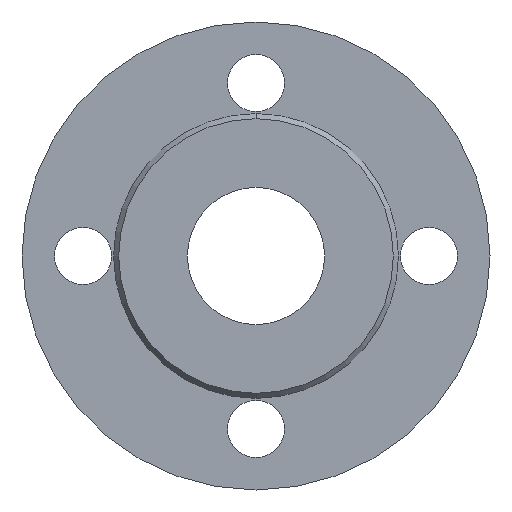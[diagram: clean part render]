
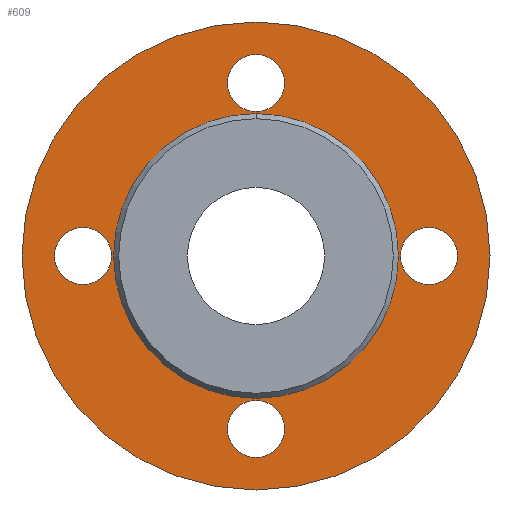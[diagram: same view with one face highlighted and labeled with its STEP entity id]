
A CAD part, front view. The second image highlights one B-rep face of the part: STEP entity #609.
In plain terms, the highlighted planar face has unit normal (0, -1, 0).
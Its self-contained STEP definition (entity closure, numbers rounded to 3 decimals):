
#9 = CARTESIAN_POINT ( 'NONE',  ( 0., 1.5, 0. ) ) ;
#12 = CIRCLE ( 'NONE', #152, 35. ) ;
#13 = DIRECTION ( 'NONE',  ( 0., -1., 0. ) ) ;
#14 = EDGE_LOOP ( 'NONE', ( #762, #778 ) ) ;
#23 = DIRECTION ( 'NONE',  ( 0., 1., 0. ) ) ;
#33 = VERTEX_POINT ( 'NONE', #110 ) ;
#37 = CARTESIAN_POINT ( 'NONE',  ( 0., 1.5, 57.5 ) ) ;
#41 = CIRCLE ( 'NONE', #831, 7. ) ;
#42 = ORIENTED_EDGE ( 'NONE', *, *, #210, .T. ) ;
#52 = ORIENTED_EDGE ( 'NONE', *, *, #639, .F. ) ;
#57 = CARTESIAN_POINT ( 'NONE',  ( 49.5, 1.5, 0. ) ) ;
#59 = CIRCLE ( 'NONE', #655, 7. ) ;
#61 = FACE_BOUND ( 'NONE', #14, .T. ) ;
#63 = EDGE_CURVE ( 'NONE', #412, #698, #87, .T. ) ;
#67 = CARTESIAN_POINT ( 'NONE',  ( 0., 1.5, 0. ) ) ;
#72 = CIRCLE ( 'NONE', #306, 57.5 ) ;
#77 = CIRCLE ( 'NONE', #244, 7. ) ;
#87 = CIRCLE ( 'NONE', #579, 7. ) ;
#103 = VERTEX_POINT ( 'NONE', #457 ) ;
#104 = DIRECTION ( 'NONE',  ( 0., 0., -1. ) ) ;
#110 = CARTESIAN_POINT ( 'NONE',  ( 0., 1.5, -35.5 ) ) ;
#111 = EDGE_LOOP ( 'NONE', ( #475, #376 ) ) ;
#119 = CARTESIAN_POINT ( 'NONE',  ( -42.5, 1.5, 0. ) ) ;
#136 = CARTESIAN_POINT ( 'NONE',  ( 0., 1.5, 0. ) ) ;
#152 = AXIS2_PLACEMENT_3D ( 'NONE', #490, #23, #761 ) ;
#163 = CIRCLE ( 'NONE', #764, 35. ) ;
#170 = ORIENTED_EDGE ( 'NONE', *, *, #541, .F. ) ;
#174 = EDGE_CURVE ( 'NONE', #33, #720, #41, .T. ) ;
#184 = EDGE_CURVE ( 'NONE', #534, #290, #59, .T. ) ;
#188 = ORIENTED_EDGE ( 'NONE', *, *, #489, .T. ) ;
#190 = CARTESIAN_POINT ( 'NONE',  ( 42.5, 1.5, 0. ) ) ;
#195 = DIRECTION ( 'NONE',  ( 0., 0., 1. ) ) ;
#199 = EDGE_CURVE ( 'NONE', #103, #515, #456, .T. ) ;
#201 = DIRECTION ( 'NONE',  ( 0., 1., 0. ) ) ;
#210 = EDGE_CURVE ( 'NONE', #561, #787, #163, .T. ) ;
#214 = CARTESIAN_POINT ( 'NONE',  ( 0., 1.5, 35.5 ) ) ;
#215 = CARTESIAN_POINT ( 'NONE',  ( -42.5, 1.5, 0. ) ) ;
#219 = DIRECTION ( 'NONE',  ( 1., 0., 0. ) ) ;
#227 = FACE_BOUND ( 'NONE', #753, .T. ) ;
#229 = EDGE_CURVE ( 'NONE', #290, #534, #77, .T. ) ;
#239 = FACE_OUTER_BOUND ( 'NONE', #111, .T. ) ;
#244 = AXIS2_PLACEMENT_3D ( 'NONE', #465, #603, #740 ) ;
#283 = CIRCLE ( 'NONE', #600, 7. ) ;
#290 = VERTEX_POINT ( 'NONE', #214 ) ;
#306 = AXIS2_PLACEMENT_3D ( 'NONE', #9, #738, #458 ) ;
#309 = ORIENTED_EDGE ( 'NONE', *, *, #184, .F. ) ;
#327 = DIRECTION ( 'NONE',  ( 0., 0., 1. ) ) ;
#350 = AXIS2_PLACEMENT_3D ( 'NONE', #119, #638, #841 ) ;
#366 = AXIS2_PLACEMENT_3D ( 'NONE', #716, #588, #104 ) ;
#376 = ORIENTED_EDGE ( 'NONE', *, *, #199, .F. ) ;
#380 = CIRCLE ( 'NONE', #393, 7. ) ;
#382 = FACE_BOUND ( 'NONE', #840, .T. ) ;
#393 = AXIS2_PLACEMENT_3D ( 'NONE', #215, #13, #488 ) ;
#412 = VERTEX_POINT ( 'NONE', #843 ) ;
#420 = VERTEX_POINT ( 'NONE', #509 ) ;
#449 = CIRCLE ( 'NONE', #485, 7. ) ;
#450 = DIRECTION ( 'NONE',  ( 1., 0., 0. ) ) ;
#456 = CIRCLE ( 'NONE', #532, 57.5 ) ;
#457 = CARTESIAN_POINT ( 'NONE',  ( 0., 1.5, -57.5 ) ) ;
#458 = DIRECTION ( 'NONE',  ( 0., 0., 1. ) ) ;
#465 = CARTESIAN_POINT ( 'NONE',  ( 0., 1.5, 42.5 ) ) ;
#475 = ORIENTED_EDGE ( 'NONE', *, *, #726, .F. ) ;
#484 = CARTESIAN_POINT ( 'NONE',  ( 42.5, 1.5, 0. ) ) ;
#485 = AXIS2_PLACEMENT_3D ( 'NONE', #484, #552, #219 ) ;
#488 = DIRECTION ( 'NONE',  ( -1., 0., 0. ) ) ;
#489 = EDGE_CURVE ( 'NONE', #787, #561, #12, .T. ) ;
#490 = CARTESIAN_POINT ( 'NONE',  ( 0., 1.5, 0. ) ) ;
#509 = CARTESIAN_POINT ( 'NONE',  ( -35.5, 1.5, 0. ) ) ;
#515 = VERTEX_POINT ( 'NONE', #37 ) ;
#529 = DIRECTION ( 'NONE',  ( 0., -1., 0. ) ) ;
#531 = CARTESIAN_POINT ( 'NONE',  ( 0., 1.5, -49.5 ) ) ;
#532 = AXIS2_PLACEMENT_3D ( 'NONE', #136, #657, #195 ) ;
#534 = VERTEX_POINT ( 'NONE', #630 ) ;
#538 = DIRECTION ( 'NONE',  ( 0., -1., 0. ) ) ;
#541 = EDGE_CURVE ( 'NONE', #720, #33, #283, .T. ) ;
#552 = DIRECTION ( 'NONE',  ( 0., -1., 0. ) ) ;
#553 = CARTESIAN_POINT ( 'NONE',  ( 0., 1.5, -35. ) ) ;
#561 = VERTEX_POINT ( 'NONE', #553 ) ;
#571 = DIRECTION ( 'NONE',  ( 0., -1., 0. ) ) ;
#579 = AXIS2_PLACEMENT_3D ( 'NONE', #190, #571, #450 ) ;
#581 = ORIENTED_EDGE ( 'NONE', *, *, #793, .F. ) ;
#588 = DIRECTION ( 'NONE',  ( 0., -1., 0. ) ) ;
#592 = FACE_BOUND ( 'NONE', #699, .T. ) ;
#600 = AXIS2_PLACEMENT_3D ( 'NONE', #692, #538, #759 ) ;
#603 = DIRECTION ( 'NONE',  ( 0., -1., 0. ) ) ;
#609 = ADVANCED_FACE ( 'NONE', ( #227, #846, #61, #382, #592, #239 ), #773, .T. ) ;
#630 = CARTESIAN_POINT ( 'NONE',  ( 0., 1.5, 49.5 ) ) ;
#638 = DIRECTION ( 'NONE',  ( 0., -1., 0. ) ) ;
#639 = EDGE_CURVE ( 'NONE', #420, #780, #741, .T. ) ;
#655 = AXIS2_PLACEMENT_3D ( 'NONE', #804, #529, #797 ) ;
#657 = DIRECTION ( 'NONE',  ( 0., 1., 0. ) ) ;
#660 = CARTESIAN_POINT ( 'NONE',  ( 0., 1.5, -42.5 ) ) ;
#692 = CARTESIAN_POINT ( 'NONE',  ( 0., 1.5, -42.5 ) ) ;
#698 = VERTEX_POINT ( 'NONE', #57 ) ;
#699 = EDGE_LOOP ( 'NONE', ( #188, #42 ) ) ;
#716 = CARTESIAN_POINT ( 'NONE',  ( -35., 1.5, 0. ) ) ;
#720 = VERTEX_POINT ( 'NONE', #531 ) ;
#722 = ORIENTED_EDGE ( 'NONE', *, *, #229, .F. ) ;
#726 = EDGE_CURVE ( 'NONE', #515, #103, #72, .T. ) ;
#735 = DIRECTION ( 'NONE',  ( 0., -1., 0. ) ) ;
#738 = DIRECTION ( 'NONE',  ( 0., 1., 0. ) ) ;
#740 = DIRECTION ( 'NONE',  ( 0., 0., 1. ) ) ;
#741 = CIRCLE ( 'NONE', #350, 7. ) ;
#744 = EDGE_LOOP ( 'NONE', ( #722, #309 ) ) ;
#753 = EDGE_LOOP ( 'NONE', ( #52, #581 ) ) ;
#757 = CARTESIAN_POINT ( 'NONE',  ( 0., 1.5, 35. ) ) ;
#759 = DIRECTION ( 'NONE',  ( 0., 0., -1. ) ) ;
#761 = DIRECTION ( 'NONE',  ( 0., 0., 1. ) ) ;
#762 = ORIENTED_EDGE ( 'NONE', *, *, #63, .F. ) ;
#764 = AXIS2_PLACEMENT_3D ( 'NONE', #67, #201, #327 ) ;
#773 = PLANE ( 'NONE',  #366 ) ;
#778 = ORIENTED_EDGE ( 'NONE', *, *, #803, .F. ) ;
#780 = VERTEX_POINT ( 'NONE', #814 ) ;
#787 = VERTEX_POINT ( 'NONE', #757 ) ;
#793 = EDGE_CURVE ( 'NONE', #780, #420, #380, .T. ) ;
#797 = DIRECTION ( 'NONE',  ( 0., 0., 1. ) ) ;
#803 = EDGE_CURVE ( 'NONE', #698, #412, #449, .T. ) ;
#804 = CARTESIAN_POINT ( 'NONE',  ( 0., 1.5, 42.5 ) ) ;
#805 = DIRECTION ( 'NONE',  ( 0., 0., -1. ) ) ;
#814 = CARTESIAN_POINT ( 'NONE',  ( -49.5, 1.5, 0. ) ) ;
#831 = AXIS2_PLACEMENT_3D ( 'NONE', #660, #735, #805 ) ;
#840 = EDGE_LOOP ( 'NONE', ( #842, #170 ) ) ;
#841 = DIRECTION ( 'NONE',  ( -1., 0., 0. ) ) ;
#842 = ORIENTED_EDGE ( 'NONE', *, *, #174, .F. ) ;
#843 = CARTESIAN_POINT ( 'NONE',  ( 35.5, 1.5, 0. ) ) ;
#846 = FACE_BOUND ( 'NONE', #744, .T. ) ;
